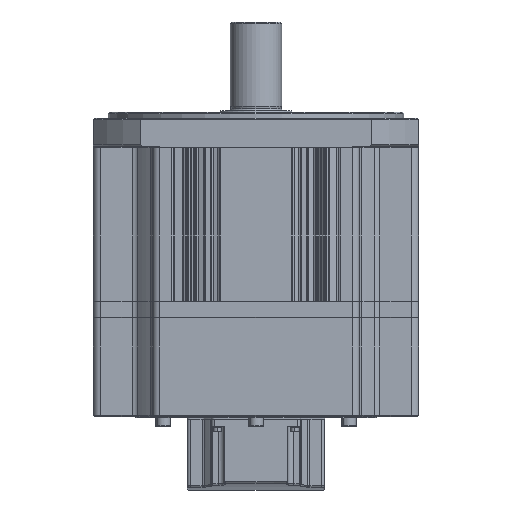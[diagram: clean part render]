
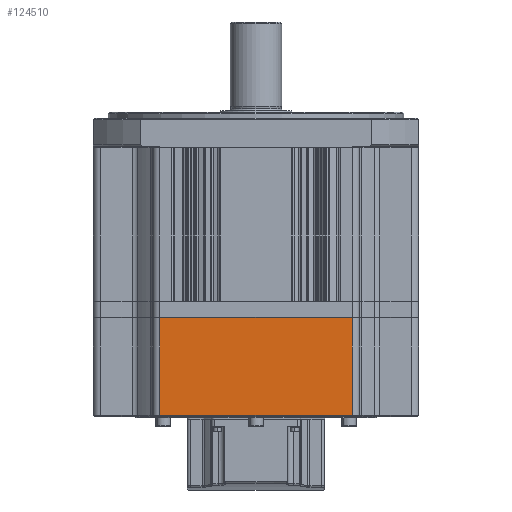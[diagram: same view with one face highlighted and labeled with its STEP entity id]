
A CAD part, front view. The second image highlights one B-rep face of the part: STEP entity #124510.
In plain terms, the highlighted planar face has unit normal (0, -1, 0).
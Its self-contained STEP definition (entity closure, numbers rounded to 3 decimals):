
#1590 = DIRECTION ( 'NONE',  ( 0., 1., 0. ) ) ;
#1593 = CARTESIAN_POINT ( 'NONE',  ( 0., -110., -185.7 ) ) ;
#1594 = DIRECTION ( 'NONE',  ( 1., 0., 0. ) ) ;
#1603 = FACE_OUTER_BOUND ( 'NONE', #129538, .T. ) ;
#1606 = PLANE ( 'NONE',  #126218 ) ;
#24906 = VERTEX_POINT ( 'NONE', #82994 ) ;
#24912 = VERTEX_POINT ( 'NONE', #82998 ) ;
#24927 = VERTEX_POINT ( 'NONE', #82288 ) ;
#24938 = VERTEX_POINT ( 'NONE', #82221 ) ;
#82221 = CARTESIAN_POINT ( 'NONE',  ( 65., -110., -181.2 ) ) ;
#82288 = CARTESIAN_POINT ( 'NONE',  ( -65., -110., -181.2 ) ) ;
#82994 = CARTESIAN_POINT ( 'NONE',  ( -65., -110., -115.2 ) ) ;
#82998 = CARTESIAN_POINT ( 'NONE',  ( 65., -110., -115.2 ) ) ;
#91241 = ORIENTED_EDGE ( 'NONE', *, *, #122645, .T. ) ;
#91267 = ORIENTED_EDGE ( 'NONE', *, *, #122717, .F. ) ;
#91317 = ORIENTED_EDGE ( 'NONE', *, *, #122677, .T. ) ;
#91509 = ORIENTED_EDGE ( 'NONE', *, *, #122605, .T. ) ;
#115432 = VECTOR ( 'NONE', #117662, 1000. ) ;
#115502 = VECTOR ( 'NONE', #117503, 1000. ) ;
#115566 = VECTOR ( 'NONE', #117688, 1000. ) ;
#115594 = VECTOR ( 'NONE', #117789, 1000. ) ;
#117449 = LINE ( 'NONE', #117462, #115502 ) ;
#117462 = CARTESIAN_POINT ( 'NONE',  ( 65., -110., -115.2 ) ) ;
#117503 = DIRECTION ( 'NONE',  ( -1., 0., 0. ) ) ;
#117573 = LINE ( 'NONE', #117608, #115432 ) ;
#117597 = LINE ( 'NONE', #117634, #115566 ) ;
#117608 = CARTESIAN_POINT ( 'NONE',  ( 0., -110., -181.2 ) ) ;
#117634 = CARTESIAN_POINT ( 'NONE',  ( 65., -110., -185.7 ) ) ;
#117662 = DIRECTION ( 'NONE',  ( 1., 0., 0. ) ) ;
#117688 = DIRECTION ( 'NONE',  ( 0., 0., 1. ) ) ;
#117721 = LINE ( 'NONE', #117738, #115594 ) ;
#117738 = CARTESIAN_POINT ( 'NONE',  ( -65., -110., -185.7 ) ) ;
#117789 = DIRECTION ( 'NONE',  ( 0., 0., 1. ) ) ;
#122605 = EDGE_CURVE ( 'NONE', #24912, #24906, #117449, .T. ) ;
#122645 = EDGE_CURVE ( 'NONE', #24927, #24938, #117573, .T. ) ;
#122677 = EDGE_CURVE ( 'NONE', #24938, #24912, #117597, .T. ) ;
#122717 = EDGE_CURVE ( 'NONE', #24927, #24906, #117721, .T. ) ;
#124510 = ADVANCED_FACE ( 'NONE', ( #1603 ), #1606, .F. ) ;
#126218 = AXIS2_PLACEMENT_3D ( 'NONE', #1593, #1590, #1594 ) ;
#129538 = EDGE_LOOP ( 'NONE', ( #91267, #91241, #91317, #91509 ) ) ;
